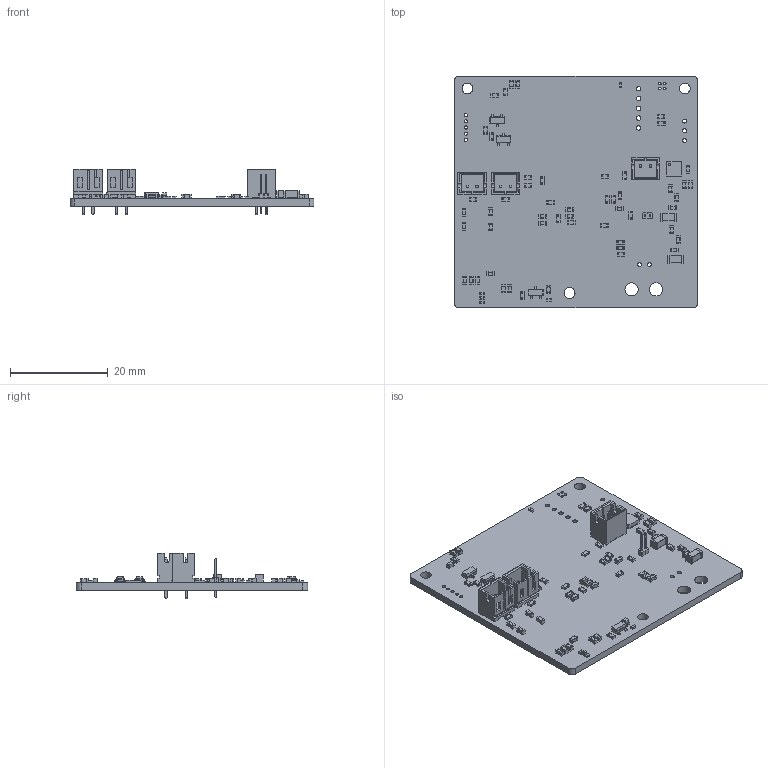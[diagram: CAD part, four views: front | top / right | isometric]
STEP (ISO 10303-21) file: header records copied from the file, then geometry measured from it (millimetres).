
FILE_DESCRIPTION(('KiCad electronic assembly'),'2;1');
FILE_NAME('soft_robot_cam.step','2025-08-26T12:55:25',('Pcbnew'),( 'Kicad'),'Open CASCADE STEP processor 7.9','KiCad to STEP converter' ,'Unknown');
FILE_SCHEMA(('AUTOMOTIVE_DESIGN { 1 0 10303 214 1 1 1 1 }'));
Length unit declared in the file: millimetre
Products named in the file (13): soft_robot_cam 1; C_0603; PinHeader_1x02_P1.00mm_Vertical; R_0402; R_0603; soft_robot_cam 1.10; Q_SOT-23; D_0603; C_1206; C_0402; soft_robot_cam 1.61; QFN-24-1EP_3x3mm_P0.4mm_EP1.75x1.6mm; soft_robot_cam_PCB
Assembly tree (68 placements, depth 2):
  soft_robot_cam 1
    C_0603  x29
    PinHeader_1x02_P1.00mm_Vertical
    R_0402  x4
    R_0603  x22
    soft_robot_cam 1.10  x2
    Q_SOT-23  x3
    D_0603
    C_1206  x2
    C_0402
    soft_robot_cam 1.61
    QFN-24-1EP_3x3mm_P0.4mm_EP1.75x1.6mm
    soft_robot_cam_PCB
Bounding box: 49.85 x 47.3 x 9.4 mm (x, y, z)
Volume: 3839.1 mm3; surface area: 6423.1 mm2
Topology: 74 solids, 74 shells, 2489 faces, 6395 edges, 4128 vertices
Faces by surface type: plane 1603, cylinder 757, bspline 81, sphere 24, torus 24
Full cylindrical faces by diameter (mm): 0.5 x5, 0.65 x5, 0.75 x2, 0.8 x11, 0.9 x5, 2.2 x3, 2.7 x2
Entity records: 27183 total; most frequent: CARTESIAN_POINT 4311, ORIENTED_EDGE 3978, DIRECTION 3943, EDGE_CURVE 1989, LINE 1575, VECTOR 1575, VERTEX_POINT 1268, AXIS2_PLACEMENT_3D 1184
